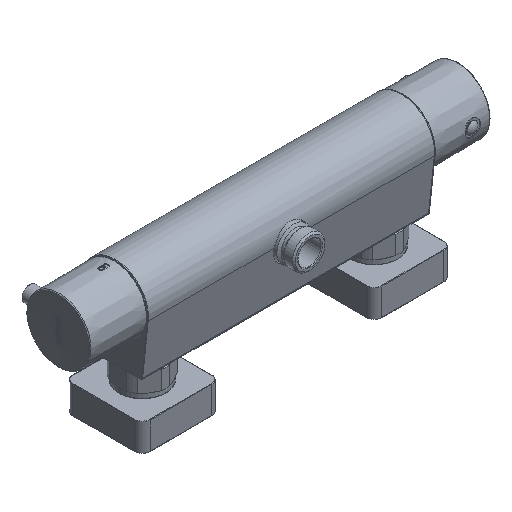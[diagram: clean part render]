
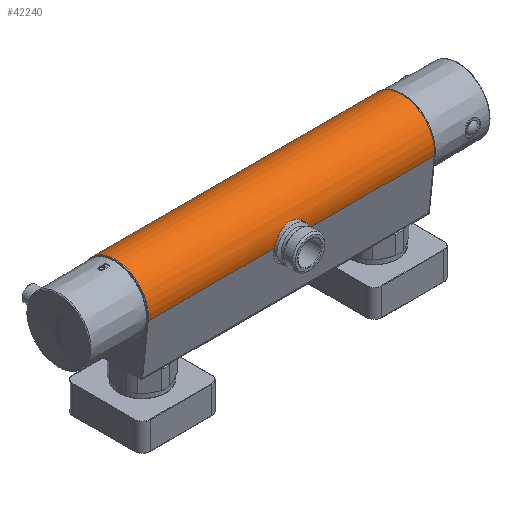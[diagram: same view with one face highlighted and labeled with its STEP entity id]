
A CAD part, isometric view. The second image highlights one B-rep face of the part: STEP entity #42240.
In plain terms, the highlighted cylindrical face has radius 21.5 mm (diameter 43 mm), a partial arc.
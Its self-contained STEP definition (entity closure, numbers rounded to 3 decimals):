
#1220=CYLINDRICAL_SURFACE('',#45235,21.5);
#2369=LINE('',#64515,#3966);
#2370=LINE('',#64519,#3967);
#2371=LINE('',#64523,#3968);
#2372=LINE('',#64527,#3969);
#2373=LINE('',#64542,#3970);
#2374=LINE('',#64543,#3971);
#2375=LINE('',#64548,#3972);
#3966=VECTOR('',#51625,1000.);
#3967=VECTOR('',#51628,1000.);
#3968=VECTOR('',#51631,1000.);
#3969=VECTOR('',#51634,1000.);
#3970=VECTOR('',#51635,1000.);
#3971=VECTOR('',#51636,1000.);
#3972=VECTOR('',#51639,1000.);
#6381=B_SPLINE_CURVE_WITH_KNOTS('',3,(#64529,#64530,#64531,#64532,#64533,
#64534,#64535,#64536,#64537,#64538,#64539,#64540),.UNSPECIFIED.,.F.,.F.,
(4,1,1,1,1,1,1,1,1,4),(-0.015,-0.012,-0.008,
-0.004,-0.002,0.,0.004,
0.008,0.012,0.015),
 .UNSPECIFIED.);
#11234=ORIENTED_EDGE('',*,*,#18345,.F.);
#11235=ORIENTED_EDGE('',*,*,#18346,.F.);
#11236=ORIENTED_EDGE('',*,*,#18347,.F.);
#11237=ORIENTED_EDGE('',*,*,#18348,.F.);
#11238=ORIENTED_EDGE('',*,*,#18349,.T.);
#11239=ORIENTED_EDGE('',*,*,#18350,.T.);
#11240=ORIENTED_EDGE('',*,*,#18351,.T.);
#11241=ORIENTED_EDGE('',*,*,#18352,.F.);
#11242=ORIENTED_EDGE('',*,*,#18353,.F.);
#11243=ORIENTED_EDGE('',*,*,#18354,.F.);
#11244=ORIENTED_EDGE('',*,*,#18355,.T.);
#11245=ORIENTED_EDGE('',*,*,#18356,.T.);
#11246=ORIENTED_EDGE('',*,*,#18357,.T.);
#11247=ORIENTED_EDGE('',*,*,#18358,.T.);
#18345=EDGE_CURVE('',#22261,#22262,#24547,.F.);
#18346=EDGE_CURVE('',#22263,#22261,#2369,.T.);
#18347=EDGE_CURVE('',#22264,#22263,#24548,.F.);
#18348=EDGE_CURVE('',#22262,#22264,#2370,.F.);
#18349=EDGE_CURVE('',#22265,#22266,#24549,.T.);
#18350=EDGE_CURVE('',#22266,#22267,#2371,.T.);
#18351=EDGE_CURVE('',#22267,#22268,#24550,.T.);
#18352=EDGE_CURVE('',#22269,#22268,#2372,.T.);
#18353=EDGE_CURVE('',#22270,#22269,#6381,.T.);
#18354=EDGE_CURVE('',#22265,#22270,#2373,.T.);
#18355=EDGE_CURVE('',#22271,#22272,#2374,.F.);
#18356=EDGE_CURVE('',#22272,#22273,#24551,.F.);
#18357=EDGE_CURVE('',#22273,#22274,#2375,.T.);
#18358=EDGE_CURVE('',#22274,#22271,#24552,.F.);
#22261=VERTEX_POINT('',#64513);
#22262=VERTEX_POINT('',#64514);
#22263=VERTEX_POINT('',#64516);
#22264=VERTEX_POINT('',#64518);
#22265=VERTEX_POINT('',#64521);
#22266=VERTEX_POINT('',#64522);
#22267=VERTEX_POINT('',#64524);
#22268=VERTEX_POINT('',#64526);
#22269=VERTEX_POINT('',#64528);
#22270=VERTEX_POINT('',#64541);
#22271=VERTEX_POINT('',#64544);
#22272=VERTEX_POINT('',#64545);
#22273=VERTEX_POINT('',#64547);
#22274=VERTEX_POINT('',#64549);
#24547=CIRCLE('',#45236,21.5);
#24548=CIRCLE('',#45237,21.5);
#24549=CIRCLE('',#45238,21.5);
#24550=CIRCLE('',#45239,21.5);
#24551=CIRCLE('',#45240,21.5);
#24552=CIRCLE('',#45241,21.5);
#26845=EDGE_LOOP('',(#11234,#11235,#11236,#11237));
#26846=EDGE_LOOP('',(#11238,#11239,#11240,#11241,#11242,#11243));
#26847=EDGE_LOOP('',(#11244,#11245,#11246,#11247));
#29653=FACE_BOUND('',#26845,.T.);
#29654=FACE_BOUND('',#26846,.T.);
#29655=FACE_BOUND('',#26847,.T.);
#42240=ADVANCED_FACE('',(#29653,#29654,#29655),#1220,.T.);
#45235=AXIS2_PLACEMENT_3D('',#64511,#51621,#51622);
#45236=AXIS2_PLACEMENT_3D('',#64512,#51623,#51624);
#45237=AXIS2_PLACEMENT_3D('',#64517,#51626,#51627);
#45238=AXIS2_PLACEMENT_3D('',#64520,#51629,#51630);
#45239=AXIS2_PLACEMENT_3D('',#64525,#51632,#51633);
#45240=AXIS2_PLACEMENT_3D('',#64546,#51637,#51638);
#45241=AXIS2_PLACEMENT_3D('',#64550,#51640,#51641);
#51621=DIRECTION('',(-1.,0.,0.));
#51622=DIRECTION('',(0.,0.,1.));
#51623=DIRECTION('',(-1.,0.,0.));
#51624=DIRECTION('',(0.,0.,1.));
#51625=DIRECTION('',(-1.,0.,0.));
#51626=DIRECTION('',(1.,0.,0.));
#51627=DIRECTION('',(0.,0.,-1.));
#51628=DIRECTION('',(-1.,0.,0.));
#51629=DIRECTION('',(-1.,0.,0.));
#51630=DIRECTION('',(0.,0.,-1.));
#51631=DIRECTION('',(-1.,0.,0.));
#51632=DIRECTION('',(1.,0.,0.));
#51633=DIRECTION('',(0.,0.,-1.));
#51634=DIRECTION('',(-1.,0.,0.));
#51635=DIRECTION('',(-1.,0.,0.));
#51636=DIRECTION('',(-1.,0.,0.));
#51637=DIRECTION('',(-1.,0.,0.));
#51638=DIRECTION('',(0.,0.,1.));
#51639=DIRECTION('',(-1.,0.,0.));
#51640=DIRECTION('',(1.,0.,0.));
#51641=DIRECTION('',(0.,0.,-1.));
#64511=CARTESIAN_POINT('',(94.5,0.,0.));
#64512=CARTESIAN_POINT('',(-89.,0.,0.));
#64513=CARTESIAN_POINT('',(-89.,21.498,-0.289));
#64514=CARTESIAN_POINT('',(-89.,21.498,0.289));
#64515=CARTESIAN_POINT('',(94.5,21.498,-0.289));
#64516=CARTESIAN_POINT('',(-81.,21.498,-0.289));
#64517=CARTESIAN_POINT('',(-81.,0.,0.));
#64518=CARTESIAN_POINT('',(-81.,21.498,0.289));
#64519=CARTESIAN_POINT('',(94.5,21.498,0.289));
#64520=CARTESIAN_POINT('',(92.5,0.,0.));
#64521=CARTESIAN_POINT('',(92.5,-21.374,-2.321));
#64522=CARTESIAN_POINT('',(92.5,21.374,-2.321));
#64523=CARTESIAN_POINT('',(94.5,21.374,-2.321));
#64524=CARTESIAN_POINT('',(-92.5,21.374,-2.321));
#64525=CARTESIAN_POINT('',(-92.5,0.,0.));
#64526=CARTESIAN_POINT('',(-92.5,-21.374,-2.321));
#64527=CARTESIAN_POINT('',(94.5,-21.374,-2.321));
#64528=CARTESIAN_POINT('',(-11.037,-21.374,-2.321));
#64529=CARTESIAN_POINT('',(11.037,-21.374,-2.321));
#64530=CARTESIAN_POINT('',(10.785,-21.513,-1.045));
#64531=CARTESIAN_POINT('',(9.841,-21.543,1.398));
#64532=CARTESIAN_POINT('',(7.277,-21.101,4.372));
#64533=CARTESIAN_POINT('',(4.435,-20.659,5.977));
#64534=CARTESIAN_POINT('',(1.954,-20.451,6.636));
#64535=CARTESIAN_POINT('',(-0.663,-20.374,6.864));
#64536=CARTESIAN_POINT('',(-3.882,-20.571,6.295));
#64537=CARTESIAN_POINT('',(-7.283,-21.103,4.365));
#64538=CARTESIAN_POINT('',(-9.843,-21.543,1.394));
#64539=CARTESIAN_POINT('',(-10.785,-21.513,-1.045));
#64540=CARTESIAN_POINT('',(-11.037,-21.374,-2.321));
#64541=CARTESIAN_POINT('',(11.037,-21.374,-2.321));
#64542=CARTESIAN_POINT('',(94.5,-21.374,-2.321));
#64543=CARTESIAN_POINT('',(94.5,21.498,-0.289));
#64544=CARTESIAN_POINT('',(81.,21.498,-0.289));
#64545=CARTESIAN_POINT('',(89.,21.498,-0.289));
#64546=CARTESIAN_POINT('',(89.,0.,0.));
#64547=CARTESIAN_POINT('',(89.,21.498,0.289));
#64548=CARTESIAN_POINT('',(94.5,21.498,0.289));
#64549=CARTESIAN_POINT('',(81.,21.498,0.289));
#64550=CARTESIAN_POINT('',(81.,0.,0.));
